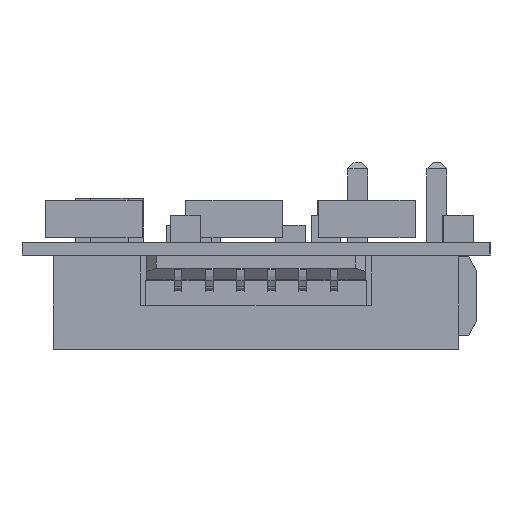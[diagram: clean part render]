
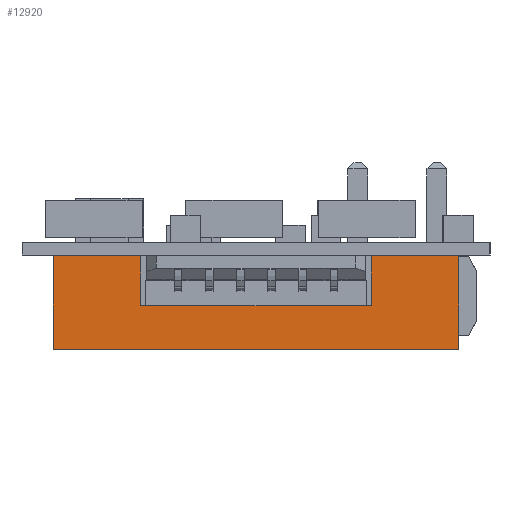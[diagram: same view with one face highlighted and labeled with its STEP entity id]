
A CAD part, left-side view. The second image highlights one B-rep face of the part: STEP entity #12920.
In plain terms, the highlighted face is planar.
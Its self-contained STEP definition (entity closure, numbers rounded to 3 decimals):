
#12643 = VERTEX_POINT('',#12644);
#12644 = CARTESIAN_POINT('',(-3.7,-0.1,0.));
#12673 = VERTEX_POINT('',#12674);
#12674 = CARTESIAN_POINT('',(3.7,-0.1,0.));
#12680 = EDGE_CURVE('',#12673,#12643,#12681,.T.);
#12681 = LINE('',#12682,#12683);
#12682 = CARTESIAN_POINT('',(3.7,-0.1,0.));
#12683 = VECTOR('',#12684,1.);
#12684 = DIRECTION('',(-1.,0.,0.));
#12763 = EDGE_CURVE('',#12764,#12766,#12768,.T.);
#12764 = VERTEX_POINT('',#12765);
#12765 = CARTESIAN_POINT('',(-6.5,1.5,0.));
#12766 = VERTEX_POINT('',#12767);
#12767 = CARTESIAN_POINT('',(-6.5,-1.5,0.));
#12768 = LINE('',#12769,#12770);
#12769 = CARTESIAN_POINT('',(-6.5,1.5,0.));
#12770 = VECTOR('',#12771,1.);
#12771 = DIRECTION('',(0.,-1.,0.));
#12796 = EDGE_CURVE('',#12643,#12797,#12799,.T.);
#12797 = VERTEX_POINT('',#12798);
#12798 = CARTESIAN_POINT('',(-3.7,1.5,0.));
#12799 = LINE('',#12800,#12801);
#12800 = CARTESIAN_POINT('',(-3.7,-1.5,0.));
#12801 = VECTOR('',#12802,1.);
#12802 = DIRECTION('',(0.,1.,0.));
#12818 = EDGE_CURVE('',#12797,#12764,#12819,.T.);
#12819 = LINE('',#12820,#12821);
#12820 = CARTESIAN_POINT('',(-3.7,1.5,0.));
#12821 = VECTOR('',#12822,1.);
#12822 = DIRECTION('',(-1.,0.,0.));
#12835 = EDGE_CURVE('',#12836,#12838,#12840,.T.);
#12836 = VERTEX_POINT('',#12837);
#12837 = CARTESIAN_POINT('',(6.5,1.5,0.));
#12838 = VERTEX_POINT('',#12839);
#12839 = CARTESIAN_POINT('',(6.5,-1.5,0.));
#12840 = LINE('',#12841,#12842);
#12841 = CARTESIAN_POINT('',(6.5,1.5,0.));
#12842 = VECTOR('',#12843,1.);
#12843 = DIRECTION('',(0.,-1.,0.));
#12866 = EDGE_CURVE('',#12838,#12766,#12867,.T.);
#12867 = LINE('',#12868,#12869);
#12868 = CARTESIAN_POINT('',(6.5,-1.5,0.));
#12869 = VECTOR('',#12870,1.);
#12870 = DIRECTION('',(-1.,0.,0.));
#12886 = VERTEX_POINT('',#12887);
#12887 = CARTESIAN_POINT('',(3.7,1.5,0.));
#12893 = EDGE_CURVE('',#12673,#12886,#12894,.T.);
#12894 = LINE('',#12895,#12896);
#12895 = CARTESIAN_POINT('',(3.7,-1.5,0.));
#12896 = VECTOR('',#12897,1.);
#12897 = DIRECTION('',(0.,1.,0.));
#12907 = EDGE_CURVE('',#12886,#12836,#12908,.T.);
#12908 = LINE('',#12909,#12910);
#12909 = CARTESIAN_POINT('',(3.7,1.5,0.));
#12910 = VECTOR('',#12911,1.);
#12911 = DIRECTION('',(1.,0.,0.));
#12920 = ADVANCED_FACE('',(#12921),#12931,.T.);
#12921 = FACE_BOUND('',#12922,.T.);
#12922 = EDGE_LOOP('',(#12923,#12924,#12925,#12926,#12927,#12928,#12929,
    #12930));
#12923 = ORIENTED_EDGE('',*,*,#12835,.T.);
#12924 = ORIENTED_EDGE('',*,*,#12866,.T.);
#12925 = ORIENTED_EDGE('',*,*,#12763,.F.);
#12926 = ORIENTED_EDGE('',*,*,#12818,.F.);
#12927 = ORIENTED_EDGE('',*,*,#12796,.F.);
#12928 = ORIENTED_EDGE('',*,*,#12680,.F.);
#12929 = ORIENTED_EDGE('',*,*,#12893,.T.);
#12930 = ORIENTED_EDGE('',*,*,#12907,.T.);
#12931 = PLANE('',#12932);
#12932 = AXIS2_PLACEMENT_3D('',#12933,#12934,#12935);
#12933 = CARTESIAN_POINT('',(6.5,-1.5,0.));
#12934 = DIRECTION('',(0.,0.,-1.));
#12935 = DIRECTION('',(-1.,0.,0.));
